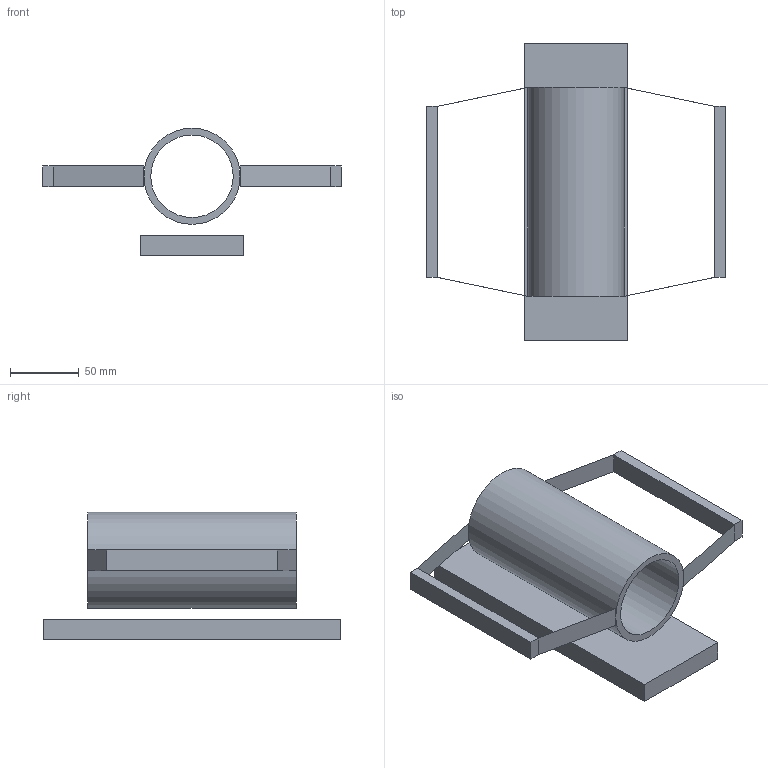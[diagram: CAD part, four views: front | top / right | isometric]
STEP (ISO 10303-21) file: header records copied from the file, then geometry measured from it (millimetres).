
FILE_DESCRIPTION(/* description */ (''),/* implementation_level */ '2;1');
FILE_NAME(/* name */ 'non autoganal moadle frequnse mill hed x flex v2.step',/* time_stamp */ '2024-05-04T12:22:24+10:00',/* author */ (''),/* organization */ (''),/* preprocessor_version */ 'ST-DEVELOPER v20',/* originating_system */ 'Autodesk Translation Framework v12.20.1.177',/* authorisation */ '');
FILE_SCHEMA (('AUTOMOTIVE_DESIGN { 1 0 10303 214 3 1 1 }'));
Length unit declared in the file: millimetre
Products named in the file (1): non autoganal moadle frequnse mill hed x flex
Bounding box: 217.28 x 216.5 x 92.89 mm (x, y, z)
Volume: 427624.6 mm3; surface area: 121138.8 mm2
Topology: 4 solids, 8 shells, 26 faces, 58 edges, 44 vertices
Faces by surface type: plane 24, cylinder 2
Full cylindrical faces by diameter (mm): 60 x1, 70 x1
Entity records: 756 total; most frequent: CARTESIAN_POINT 129, DIRECTION 116, ORIENTED_EDGE 100, EDGE_CURVE 58, LINE 54, VECTOR 54, VERTEX_POINT 44, AXIS2_PLACEMENT_3D 31
